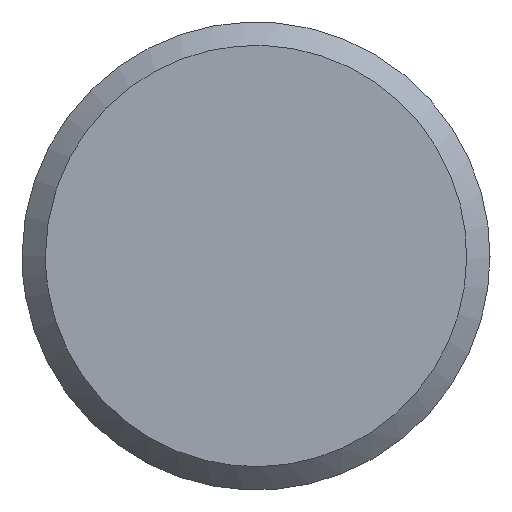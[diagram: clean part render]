
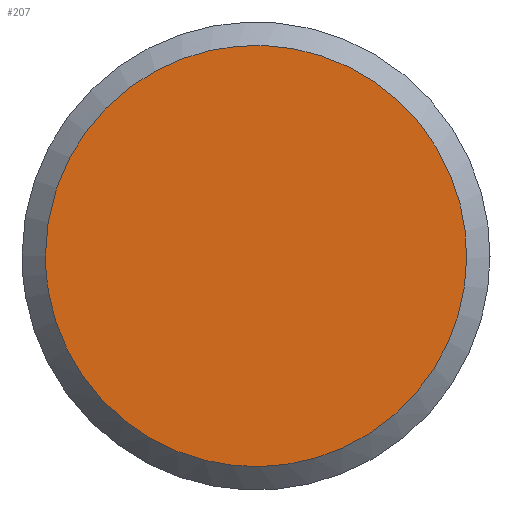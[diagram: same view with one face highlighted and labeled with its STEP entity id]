
A CAD part, left-side view. The second image highlights one B-rep face of the part: STEP entity #207.
In plain terms, the highlighted free-form (B-spline) face has degree [1, 1] with [2, 2] control points.
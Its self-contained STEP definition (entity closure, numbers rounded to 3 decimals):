
#145 = CARTESIAN_POINT ('', (-43., 5.4, 0.));
#146 = VERTEX_POINT ('', #145);
#152 = CARTESIAN_POINT ('', (-43., 5.4, 0.));
#153 = CARTESIAN_POINT ('', (-43., 5.4, 5.4));
#154 = CARTESIAN_POINT ('', (-43., 0., 5.4));
#155 = CARTESIAN_POINT ('', (-43., -5.4, 5.4));
#156 = CARTESIAN_POINT ('', (-43., -5.4, 0.));
#157 = CARTESIAN_POINT ('', (-43., -5.4, -5.4));
#158 = CARTESIAN_POINT ('', (-43., 0., -5.4));
#159 = CARTESIAN_POINT ('', (-43., 5.4, -5.4));
#160 = CARTESIAN_POINT ('', (-43., 5.4, 0.));
#161 = (
   BOUNDED_CURVE ()
   B_SPLINE_CURVE (2, (#152, #153, #154, #155, #156, #157, #158, #159, #160), .UNSPECIFIED., .T., .U.)
   B_SPLINE_CURVE_WITH_KNOTS ((3, 2, 2, 2, 3), (0., 0.25, 0.5, 0.75, 1.), .UNSPECIFIED.)
   CURVE ()
   GEOMETRIC_REPRESENTATION_ITEM ()
   RATIONAL_B_SPLINE_CURVE ((1., 0.707, 1., 0.707, 1., 0.707, 1., 0.707, 1.))
   REPRESENTATION_ITEM ('')
);
#162 = EDGE_CURVE ('', #146, #146, #161, .T.);
#199 = ORIENTED_EDGE ('', *, *, #162, .F.);
#200 = EDGE_LOOP ('', (#199));
#201 = FACE_OUTER_BOUND ('', #200, .T.);
#202 = CARTESIAN_POINT ('', (-43., -5.4, -5.4));
#203 = CARTESIAN_POINT ('', (-43., 5.4, -5.4));
#204 = CARTESIAN_POINT ('', (-43., -5.4, 5.4));
#205 = CARTESIAN_POINT ('', (-43., 5.4, 5.4));
#206 = B_SPLINE_SURFACE_WITH_KNOTS ('', 1, 1, ((#202, #203), (#204, #205)), .UNSPECIFIED., .F., .F., .U., (2, 2), (2, 2), (0.179, 0.821), (0.179, 0.821), .UNSPECIFIED.);
#207 = ADVANCED_FACE ('', (#201), #206, .T.);
